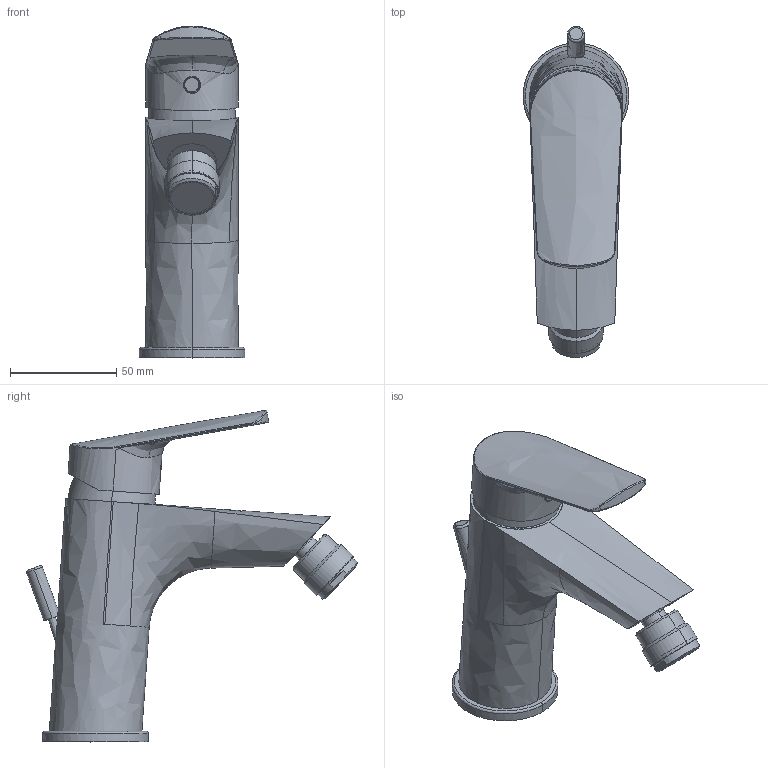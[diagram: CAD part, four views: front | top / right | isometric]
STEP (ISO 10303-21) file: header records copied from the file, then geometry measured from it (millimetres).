
FILE_DESCRIPTION(/* description */ (''),/* implementation_level */ '2;1');
FILE_NAME(/* name */ 'N12400001',/* time_stamp */ '2021-10-26T10:38:31+02:00',/* author */ (''),/* organization */ (''),/* preprocessor_version */ 'ST-DEVELOPER v15',/* originating_system */ '',/* authorisation */ '');
FILE_SCHEMA (('AUTOMOTIVE_DESIGN'));
Length unit declared in the file: millimetre
Products named in the file (1): Document
Bounding box: 49.74 x 155.99 x 156.38 mm (x, y, z)
Volume: 8381.9 mm3; surface area: 45582 mm2
Topology: 3 solids, 5 shells, 157 faces, 374 edges, 233 vertices
Faces by surface type: bspline 120, plane 37
Entity records: 9327 total; most frequent: CARTESIAN_POINT 7124, ORIENTED_EDGE 724, EDGE_CURVE 371, VERTEX_POINT 233, B_SPLINE_CURVE_WITH_KNOTS 204, EDGE_LOOP 175, ADVANCED_FACE 157, FACE_OUTER_BOUND 157
